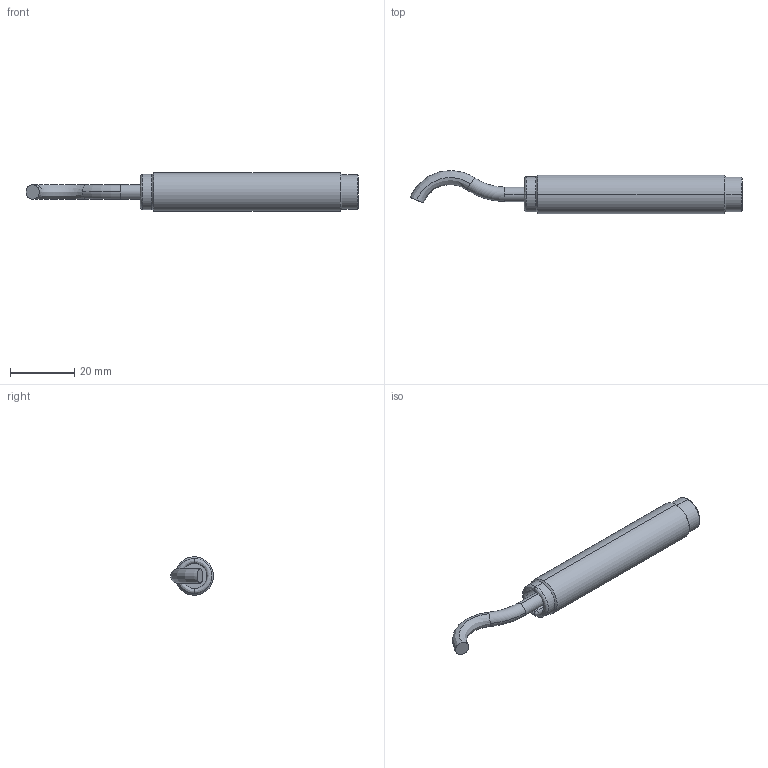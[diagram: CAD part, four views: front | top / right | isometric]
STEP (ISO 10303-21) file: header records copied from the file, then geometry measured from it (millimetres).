
FILE_DESCRIPTION (( 'STEP AP203' ), '1' );
FILE_NAME ('0E010956_INDUKTIVKOPPLER_BASE_M12 EPSILON.STEP', '2020-10-15T13:18:31', ( '' ), ( '' ), 'SwSTEP 2.0', 'SolidWorks 2019', '' );
FILE_SCHEMA (( 'CONFIG_CONTROL_DESIGN' ));
Length unit declared in the file: millimetre
Products named in the file (1): 0E010956_INDUKTIVKOPPLER_BASE_M12 EPSILON
Bounding box: 103.62 x 13.45 x 12 mm (x, y, z)
Volume: 3158.4 mm3; surface area: 5790.1 mm2
Topology: 4 solids, 4 shells, 54 faces, 108 edges, 64 vertices
Faces by surface type: cylinder 20, cone 14, plane 10, bspline 8, torus 2
Entity records: 2027 total; most frequent: CARTESIAN_POINT 813, DIRECTION 264, ORIENTED_EDGE 216, AXIS2_PLACEMENT_3D 115, EDGE_CURVE 108, CIRCLE 68, VERTEX_POINT 64, EDGE_LOOP 60
